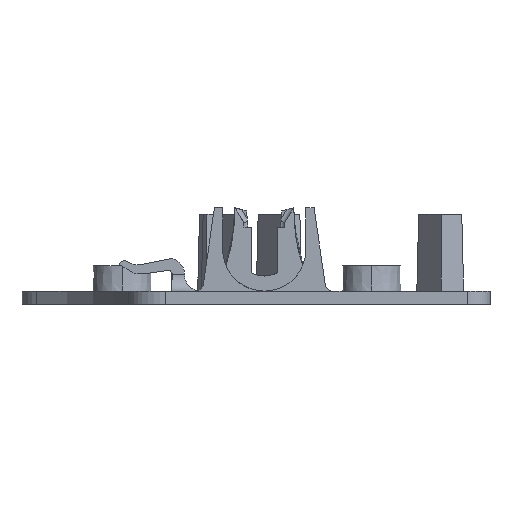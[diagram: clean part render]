
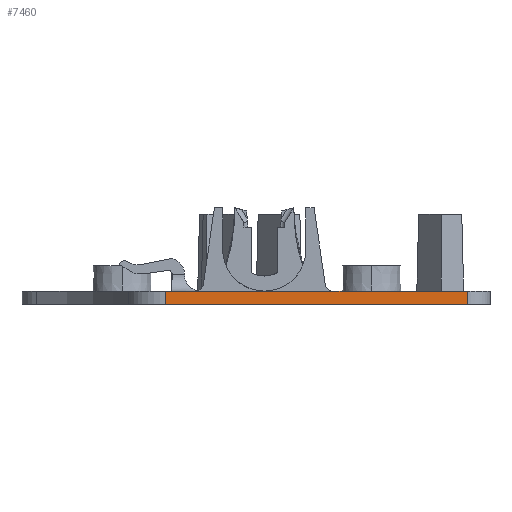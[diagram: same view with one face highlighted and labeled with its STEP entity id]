
A CAD part, left-side view. The second image highlights one B-rep face of the part: STEP entity #7460.
In plain terms, the highlighted planar face has unit normal (-1, 0, 0).
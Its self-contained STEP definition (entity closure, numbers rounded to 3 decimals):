
#109 = ORIENTED_EDGE ( 'NONE', *, *, #2839, .F. ) ;
#259 = LINE ( 'NONE', #11732, #9841 ) ;
#514 = DIRECTION ( 'NONE',  ( 0., 0., -1. ) ) ;
#611 = VERTEX_POINT ( 'NONE', #1367 ) ;
#952 = LINE ( 'NONE', #8700, #8330 ) ;
#1056 = EDGE_CURVE ( 'NONE', #611, #5066, #6574, .T. ) ;
#1367 = CARTESIAN_POINT ( 'NONE',  ( 7.859, -93.861, 0. ) ) ;
#1395 = VECTOR ( 'NONE', #514, 1000. ) ;
#1660 = CARTESIAN_POINT ( 'NONE',  ( 7.859, -93.861, 0. ) ) ;
#1924 = EDGE_LOOP ( 'NONE', ( #109, #7210, #1965, #6510 ) ) ;
#1965 = ORIENTED_EDGE ( 'NONE', *, *, #1056, .F. ) ;
#2596 = CARTESIAN_POINT ( 'NONE',  ( 7.859, -93.861, 101.939 ) ) ;
#2763 = VERTEX_POINT ( 'NONE', #3417 ) ;
#2839 = EDGE_CURVE ( 'NONE', #2763, #4784, #259, .T. ) ;
#2864 = DIRECTION ( 'NONE',  ( 0., 1., 0. ) ) ;
#3338 = EDGE_CURVE ( 'NONE', #4784, #611, #952, .T. ) ;
#3417 = CARTESIAN_POINT ( 'NONE',  ( 7.859, -46.857, 2.032 ) ) ;
#3614 = DIRECTION ( 'NONE',  ( -1., 0., 0. ) ) ;
#4784 = VERTEX_POINT ( 'NONE', #8880 ) ;
#5066 = VERTEX_POINT ( 'NONE', #10057 ) ;
#5547 = DIRECTION ( 'NONE',  ( 0., -1., 0. ) ) ;
#5573 = EDGE_CURVE ( 'NONE', #2763, #5066, #8786, .T. ) ;
#6510 = ORIENTED_EDGE ( 'NONE', *, *, #3338, .F. ) ;
#6574 = LINE ( 'NONE', #1660, #6878 ) ;
#6878 = VECTOR ( 'NONE', #2864, 1000. ) ;
#7203 = AXIS2_PLACEMENT_3D ( 'NONE', #2596, #3614, #10094 ) ;
#7210 = ORIENTED_EDGE ( 'NONE', *, *, #5573, .T. ) ;
#7460 = ADVANCED_FACE ( 'NONE', ( #11274 ), #11740, .T. ) ;
#8330 = VECTOR ( 'NONE', #9239, 1000. ) ;
#8700 = CARTESIAN_POINT ( 'NONE',  ( 7.859, -93.861, 101.939 ) ) ;
#8786 = LINE ( 'NONE', #11731, #1395 ) ;
#8880 = CARTESIAN_POINT ( 'NONE',  ( 7.859, -93.861, 2.032 ) ) ;
#9239 = DIRECTION ( 'NONE',  ( 0., 0., -1. ) ) ;
#9841 = VECTOR ( 'NONE', #5547, 1000. ) ;
#10057 = CARTESIAN_POINT ( 'NONE',  ( 7.859, -46.857, 0. ) ) ;
#10094 = DIRECTION ( 'NONE',  ( 0., -1., 0. ) ) ;
#11274 = FACE_OUTER_BOUND ( 'NONE', #1924, .T. ) ;
#11731 = CARTESIAN_POINT ( 'NONE',  ( 7.859, -46.857, 101.939 ) ) ;
#11732 = CARTESIAN_POINT ( 'NONE',  ( 7.859, -93.861, 2.032 ) ) ;
#11740 = PLANE ( 'NONE',  #7203 ) ;
